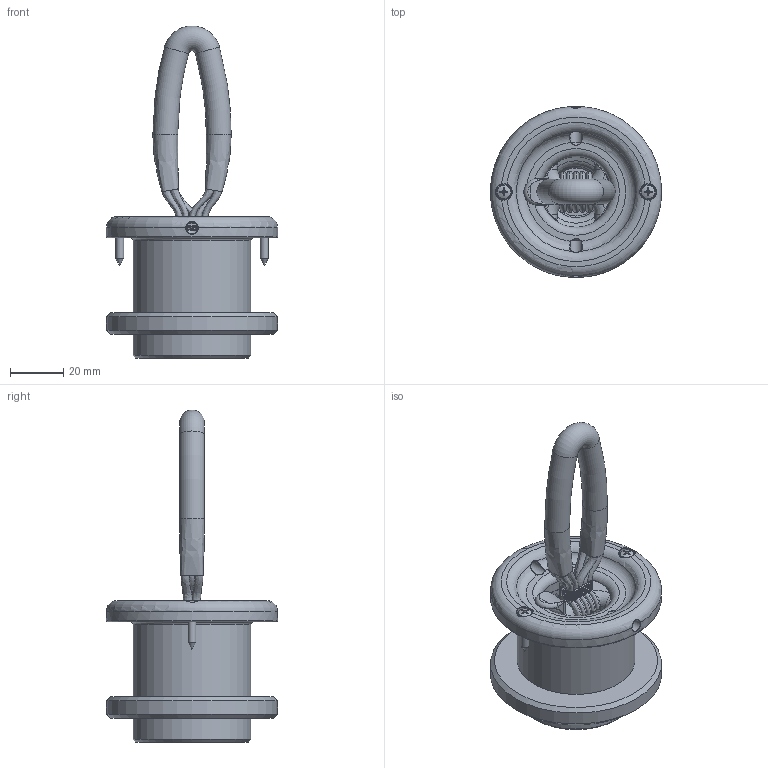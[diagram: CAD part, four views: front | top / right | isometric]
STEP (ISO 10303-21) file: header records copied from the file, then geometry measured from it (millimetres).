
FILE_DESCRIPTION(/* description */ (''),/* implementation_level */ '2;1');
FILE_NAME(/* name */ 'T-Lock 22.stp',/* time_stamp */ '2020-02-19T16:46:41+01:00',/* author */ ('lucade'),/* organization */ (''),/* preprocessor_version */ 'ST-DEVELOPER v16.5',/* originating_system */ 'Autodesk Inventor 2017',/* authorisation */ '');
FILE_SCHEMA (('AUTOMOTIVE_DESIGN { 1 0 10303 214 3 1 1 }'));
Length unit declared in the file: millimetre
Products named in the file (1): Parte4
Bounding box: 64 x 64 x 124.17 mm (x, y, z)
Volume: 100031 mm3; surface area: 29737.3 mm2
Topology: 2 solids, 2 shells, 696 faces, 1739 edges, 962 vertices
Faces by surface type: bspline 377, cylinder 141, plane 72, torus 70, cone 30, sphere 6
Full cylindrical faces by diameter (mm): 0.5 x8, 1 x2, 2.9 x2, 3.1 x2, 4.5 x2, 6 x2, 26.4 x1, 31.5 x1, 35.5 x1, 35.8 x2, 37.2 x1, 44 x2, 64 x2
Entity records: 33798 total; most frequent: CARTESIAN_POINT 18758, ORIENTED_EDGE 3554, DIRECTION 2780, EDGE_CURVE 1649, AXIS2_PLACEMENT_3D 1294, VERTEX_POINT 938, EDGE_LOOP 871, FACE_OUTER_BOUND 696
